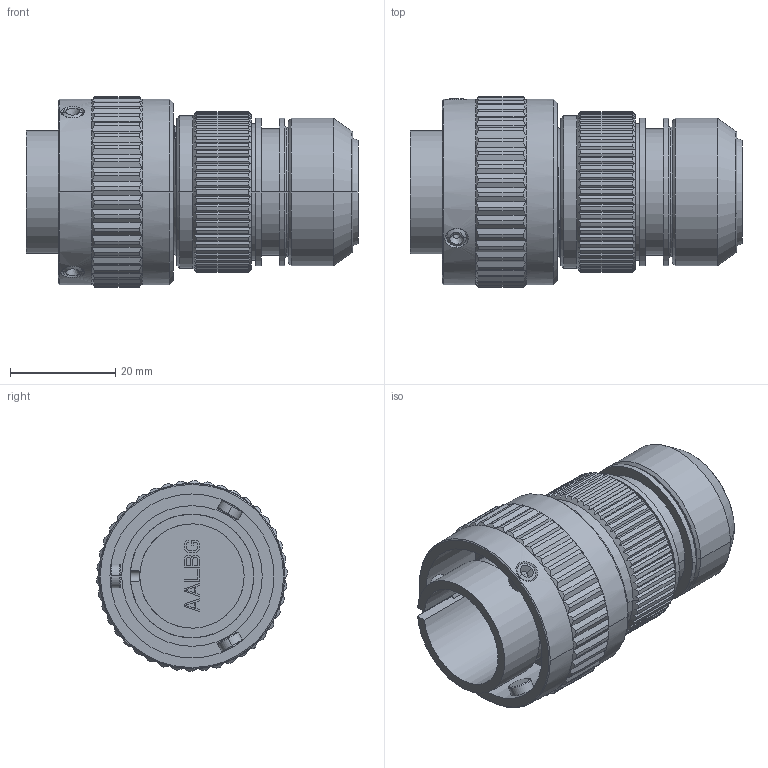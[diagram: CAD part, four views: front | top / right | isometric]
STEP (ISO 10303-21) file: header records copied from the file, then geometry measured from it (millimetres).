
FILE_DESCRIPTION((''),'2;1');
FILE_NAME('VG95234M-18_SW0001','2023-03-23T10:29:46',('paultorloting'),('NET AG system integration'),'CREO PARAMETRIC BY PTC INC, 2021404','CREO PARAMETRIC BY PTC INC, 2021404','');
FILE_SCHEMA(('AUTOMOTIVE_DESIGN { 1 0 10303 214 1 1 1 1 }'));
Length unit declared in the file: millimetre
Products named in the file (1): VG95234M-18_SW0001
Bounding box: 63 x 36.16 x 36.17 mm (x, y, z)
Volume: 34097 mm3; surface area: 14215.8 mm2
Topology: 1 solids, 1 shells, 813 faces, 2079 edges, 1301 vertices
Faces by surface type: plane 476, cylinder 162, cone 146, torus 16, bspline 13
Entity records: 33506 total; most frequent: CARTESIAN_POINT 10542, ORIENTED_EDGE 4146, DIRECTION 3699, EDGE_CURVE 2073, VERTEX_POINT 1301, AXIS2_PLACEMENT_3D 1290, VECTOR 1116, LINE 1116
